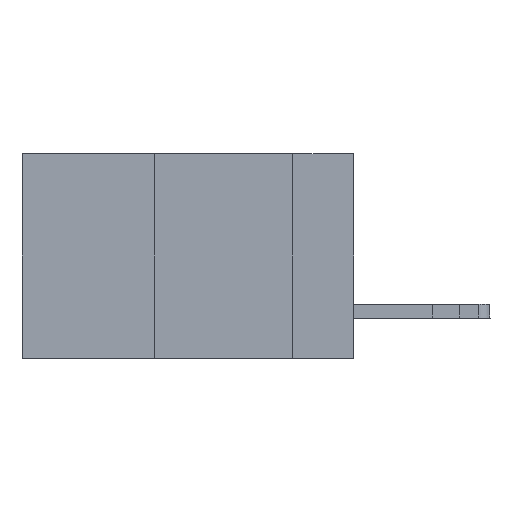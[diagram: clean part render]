
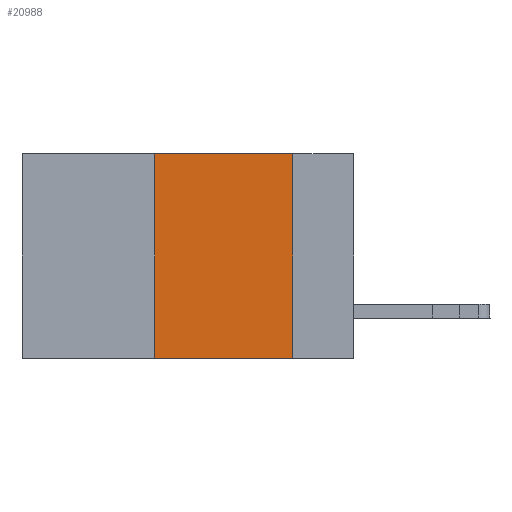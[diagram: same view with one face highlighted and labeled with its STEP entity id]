
A CAD part, left-side view. The second image highlights one B-rep face of the part: STEP entity #20988.
In plain terms, the highlighted planar face has unit normal (-1, 0, 0).
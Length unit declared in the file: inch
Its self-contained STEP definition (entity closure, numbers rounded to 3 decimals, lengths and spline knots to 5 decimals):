
#254 = ORIENTED_EDGE ( 'NONE', *, *, #17667, .T. ) ;
#282 = VECTOR ( 'NONE', #1216, 39.37008 ) ;
#1065 = CARTESIAN_POINT ( 'NONE',  ( 0., 0.11, 0. ) ) ;
#1202 = VECTOR ( 'NONE', #23723, 39.37008 ) ;
#1216 = DIRECTION ( 'NONE',  ( 0., -1., 0. ) ) ;
#1276 = VERTEX_POINT ( 'NONE', #5545 ) ;
#4032 = VERTEX_POINT ( 'NONE', #5146 ) ;
#5146 = CARTESIAN_POINT ( 'NONE',  ( 0., 0.36, 0. ) ) ;
#5545 = CARTESIAN_POINT ( 'NONE',  ( 0., 0.11, 0. ) ) ;
#6297 = LINE ( 'NONE', #22302, #282 ) ;
#6624 = EDGE_CURVE ( 'NONE', #1276, #14089, #12443, .T. ) ;
#7743 = CARTESIAN_POINT ( 'NONE',  ( 0., 0.6, 0. ) ) ;
#7829 = DIRECTION ( 'NONE',  ( 1., 0., 0. ) ) ;
#7956 = VECTOR ( 'NONE', #10193, 39.37008 ) ;
#8396 = AXIS2_PLACEMENT_3D ( 'NONE', #7743, #7829, #21197 ) ;
#9478 = FACE_OUTER_BOUND ( 'NONE', #11098, .T. ) ;
#10125 = CARTESIAN_POINT ( 'NONE',  ( 0., 0.36, -0.37 ) ) ;
#10193 = DIRECTION ( 'NONE',  ( 0., 0., 1. ) ) ;
#11098 = EDGE_LOOP ( 'NONE', ( #20248, #15850, #12650, #254 ) ) ;
#11350 = CARTESIAN_POINT ( 'NONE',  ( 0., 0.11, -0.37 ) ) ;
#12443 = LINE ( 'NONE', #1065, #19052 ) ;
#12650 = ORIENTED_EDGE ( 'NONE', *, *, #21887, .F. ) ;
#12815 = DIRECTION ( 'NONE',  ( 0., 0., -1. ) ) ;
#13877 = CARTESIAN_POINT ( 'NONE',  ( 0., 0.6, 0. ) ) ;
#14089 = VERTEX_POINT ( 'NONE', #11350 ) ;
#15120 = VERTEX_POINT ( 'NONE', #10125 ) ;
#15850 = ORIENTED_EDGE ( 'NONE', *, *, #17850, .F. ) ;
#16071 = CARTESIAN_POINT ( 'NONE',  ( 0., 0.36, 0. ) ) ;
#17667 = EDGE_CURVE ( 'NONE', #15120, #14089, #6297, .T. ) ;
#17850 = EDGE_CURVE ( 'NONE', #4032, #1276, #23733, .T. ) ;
#19052 = VECTOR ( 'NONE', #12815, 39.37008 ) ;
#20248 = ORIENTED_EDGE ( 'NONE', *, *, #6624, .F. ) ;
#20988 = ADVANCED_FACE ( 'NONE', ( #9478 ), #21106, .F. ) ;
#21106 = PLANE ( 'NONE',  #8396 ) ;
#21197 = DIRECTION ( 'NONE',  ( 0., 0., -1. ) ) ;
#21768 = LINE ( 'NONE', #16071, #7956 ) ;
#21887 = EDGE_CURVE ( 'NONE', #15120, #4032, #21768, .T. ) ;
#22302 = CARTESIAN_POINT ( 'NONE',  ( 0., 0.6, -0.37 ) ) ;
#23723 = DIRECTION ( 'NONE',  ( 0., -1., 0. ) ) ;
#23733 = LINE ( 'NONE', #13877, #1202 ) ;
